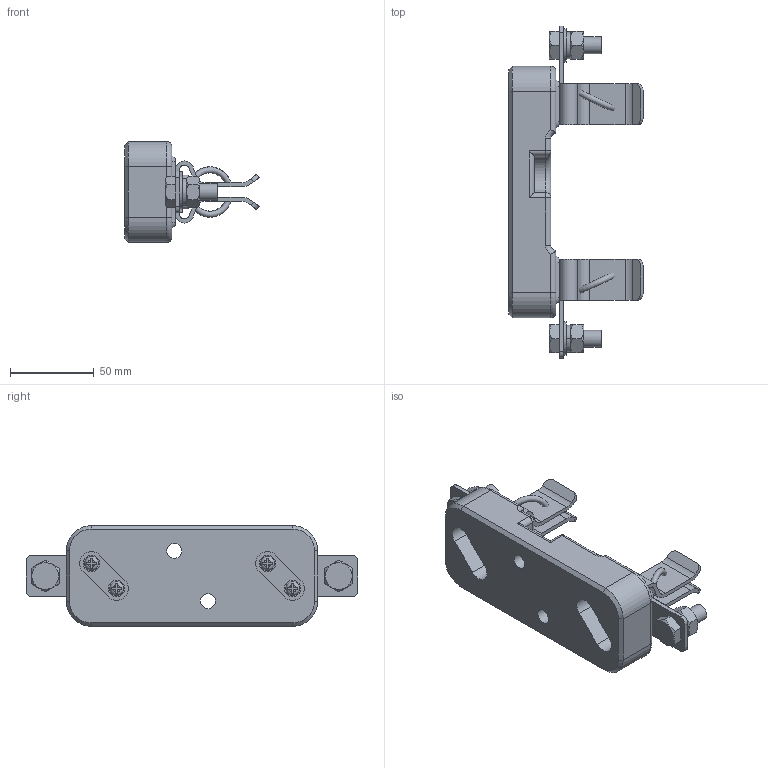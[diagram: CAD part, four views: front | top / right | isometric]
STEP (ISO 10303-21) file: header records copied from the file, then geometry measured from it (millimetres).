
FILE_DESCRIPTION(/* description */ (''),/* implementation_level */ '2;1');
FILE_NAME(/* name */ 'RT0-200Z.stp',/* time_stamp */ '2025-03-15T11:11:58+08:00',/* author */ (''),/* organization */ (''),/* preprocessor_version */ 'ST-DEVELOPER v16',/* originating_system */ 'SIEMENS PLM Software NX 10.0',/* authorisation */ '');
FILE_SCHEMA (('CONFIG_CONTROL_DESIGN'));
Length unit declared in the file: millimetre
Products named in the file (1): RT0-200Z
Bounding box: 80 x 198 x 60 mm (x, y, z)
Volume: 244152.9 mm3; surface area: 67367.6 mm2
Topology: 27 solids, 27 shells, 446 faces, 1083 edges, 698 vertices
Faces by surface type: plane 257, cylinder 128, cone 22, torus 16, bspline 14, sphere 5, extrusion 4
Full cylindrical faces by diameter (mm): 4 x2, 4.2 x4, 5 x4, 5.2 x4, 6 x8, 6.5 x4, 8.2 x4, 9 x2, 10 x6, 10.5 x2, 11 x2, 20 x2
Entity records: 27443 total; most frequent: CARTESIAN_POINT 17254, DIRECTION 2033, ORIENTED_EDGE 2008, EDGE_CURVE 1004, AXIS2_PLACEMENT_3D 743, VERTEX_POINT 678, EDGE_LOOP 568, VECTOR 547
